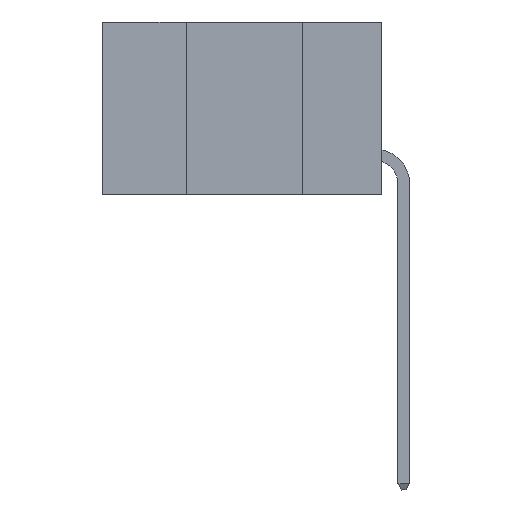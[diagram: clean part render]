
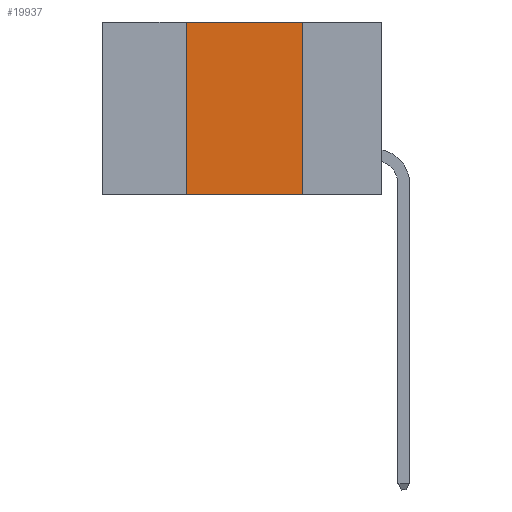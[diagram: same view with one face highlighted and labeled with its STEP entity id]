
A CAD part, left-side view. The second image highlights one B-rep face of the part: STEP entity #19937.
In plain terms, the highlighted planar face has unit normal (-1, 0, 0).
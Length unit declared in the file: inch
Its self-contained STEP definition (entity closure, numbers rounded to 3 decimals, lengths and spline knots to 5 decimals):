
#53 = CARTESIAN_POINT ( 'NONE',  ( 0., 0.17, 0. ) ) ;
#1020 = EDGE_CURVE ( 'NONE', #3524, #16418, #8184, .T. ) ;
#1259 = VECTOR ( 'NONE', #14295, 39.37008 ) ;
#1626 = LINE ( 'NONE', #8120, #17345 ) ;
#1699 = ORIENTED_EDGE ( 'NONE', *, *, #22373, .F. ) ;
#2428 = EDGE_CURVE ( 'NONE', #14471, #7849, #5473, .T. ) ;
#3524 = VERTEX_POINT ( 'NONE', #10116 ) ;
#3851 = FACE_OUTER_BOUND ( 'NONE', #6241, .T. ) ;
#4555 = CARTESIAN_POINT ( 'NONE',  ( 0., 0.6, 0. ) ) ;
#4647 = DIRECTION ( 'NONE',  ( 0., -1., 0. ) ) ;
#5473 = LINE ( 'NONE', #53, #10354 ) ;
#6241 = EDGE_LOOP ( 'NONE', ( #18962, #1699, #18684, #10248 ) ) ;
#6652 = DIRECTION ( 'NONE',  ( 0., 0., -1. ) ) ;
#7774 = VECTOR ( 'NONE', #4647, 39.37008 ) ;
#7849 = VERTEX_POINT ( 'NONE', #11735 ) ;
#8120 = CARTESIAN_POINT ( 'NONE',  ( 0., 0.6, -0.37 ) ) ;
#8184 = LINE ( 'NONE', #22170, #1259 ) ;
#10116 = CARTESIAN_POINT ( 'NONE',  ( 0., 0.42, -0.37 ) ) ;
#10202 = DIRECTION ( 'NONE',  ( 0., -1., 0. ) ) ;
#10248 = ORIENTED_EDGE ( 'NONE', *, *, #25899, .T. ) ;
#10354 = VECTOR ( 'NONE', #10514, 39.37008 ) ;
#10514 = DIRECTION ( 'NONE',  ( 0., 0., -1. ) ) ;
#10735 = PLANE ( 'NONE',  #24242 ) ;
#11735 = CARTESIAN_POINT ( 'NONE',  ( 0., 0.17, -0.37 ) ) ;
#12599 = LINE ( 'NONE', #16846, #7774 ) ;
#14295 = DIRECTION ( 'NONE',  ( 0., 0., 1. ) ) ;
#14471 = VERTEX_POINT ( 'NONE', #19372 ) ;
#16418 = VERTEX_POINT ( 'NONE', #18397 ) ;
#16846 = CARTESIAN_POINT ( 'NONE',  ( 0., 0.6, 0. ) ) ;
#17345 = VECTOR ( 'NONE', #10202, 39.37008 ) ;
#18397 = CARTESIAN_POINT ( 'NONE',  ( 0., 0.42, 0. ) ) ;
#18684 = ORIENTED_EDGE ( 'NONE', *, *, #1020, .F. ) ;
#18778 = DIRECTION ( 'NONE',  ( 1., 0., 0. ) ) ;
#18962 = ORIENTED_EDGE ( 'NONE', *, *, #2428, .F. ) ;
#19372 = CARTESIAN_POINT ( 'NONE',  ( 0., 0.17, 0. ) ) ;
#19937 = ADVANCED_FACE ( 'NONE', ( #3851 ), #10735, .F. ) ;
#22170 = CARTESIAN_POINT ( 'NONE',  ( 0., 0.42, 0. ) ) ;
#22373 = EDGE_CURVE ( 'NONE', #16418, #14471, #12599, .T. ) ;
#24242 = AXIS2_PLACEMENT_3D ( 'NONE', #4555, #18778, #6652 ) ;
#25899 = EDGE_CURVE ( 'NONE', #3524, #7849, #1626, .T. ) ;
